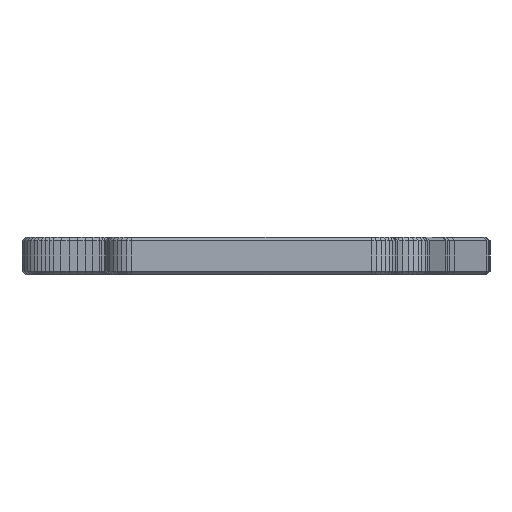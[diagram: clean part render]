
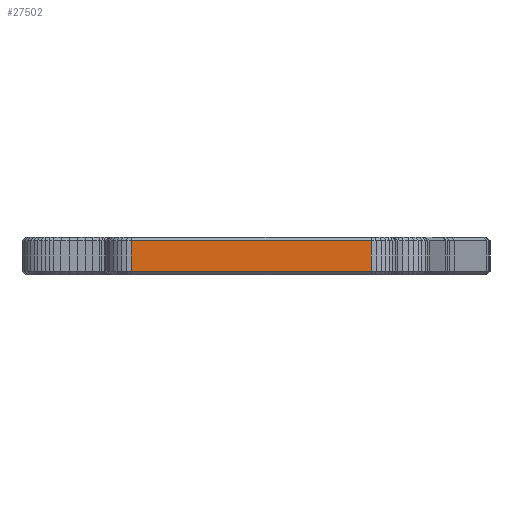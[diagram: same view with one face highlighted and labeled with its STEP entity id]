
A CAD part, left-side view. The second image highlights one B-rep face of the part: STEP entity #27502.
In plain terms, the highlighted planar face has unit normal (-1, 0, 0).
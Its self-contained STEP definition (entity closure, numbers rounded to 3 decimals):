
#1226 = CARTESIAN_POINT ( 'NONE',  ( -105.877, 0.351, -8.6 ) ) ;
#1544 = FACE_OUTER_BOUND ( 'NONE', #5878, .T. ) ;
#1643 = LINE ( 'NONE', #14911, #30834 ) ;
#3422 = CARTESIAN_POINT ( 'NONE',  ( -105.877, -51.77, -7.85 ) ) ;
#3906 = DIRECTION ( 'NONE',  ( 0., 0., 1. ) ) ;
#5811 = VERTEX_POINT ( 'NONE', #40769 ) ;
#5878 = EDGE_LOOP ( 'NONE', ( #8277, #22659, #34930, #32610 ) ) ;
#7739 = DIRECTION ( 'NONE',  ( 0., 0., 1. ) ) ;
#8277 = ORIENTED_EDGE ( 'NONE', *, *, #9693, .F. ) ;
#8579 = VERTEX_POINT ( 'NONE', #10997 ) ;
#9693 = EDGE_CURVE ( 'NONE', #31904, #8579, #21432, .T. ) ;
#10997 = CARTESIAN_POINT ( 'NONE',  ( -105.877, 0.351, -1.15 ) ) ;
#14911 = CARTESIAN_POINT ( 'NONE',  ( -105.877, -37.809, -7.85 ) ) ;
#17162 = CARTESIAN_POINT ( 'NONE',  ( -105.877, -51.77, -8.6 ) ) ;
#21432 = LINE ( 'NONE', #1226, #37426 ) ;
#22659 = ORIENTED_EDGE ( 'NONE', *, *, #24471, .T. ) ;
#24471 = EDGE_CURVE ( 'NONE', #31904, #27670, #1643, .T. ) ;
#24786 = DIRECTION ( 'NONE',  ( 0., 0., 1. ) ) ;
#25736 = CARTESIAN_POINT ( 'NONE',  ( -105.877, 0.351, -7.85 ) ) ;
#27502 = ADVANCED_FACE ( 'NONE', ( #1544 ), #28048, .T. ) ;
#27670 = VERTEX_POINT ( 'NONE', #3422 ) ;
#28048 = PLANE ( 'NONE',  #29728 ) ;
#29055 = EDGE_CURVE ( 'NONE', #5811, #8579, #37504, .T. ) ;
#29728 = AXIS2_PLACEMENT_3D ( 'NONE', #37412, #37634, #24786 ) ;
#30834 = VECTOR ( 'NONE', #37513, 1000. ) ;
#31255 = VECTOR ( 'NONE', #39913, 1000. ) ;
#31904 = VERTEX_POINT ( 'NONE', #25736 ) ;
#32610 = ORIENTED_EDGE ( 'NONE', *, *, #29055, .T. ) ;
#33462 = LINE ( 'NONE', #17162, #41051 ) ;
#34930 = ORIENTED_EDGE ( 'NONE', *, *, #40053, .T. ) ;
#37289 = CARTESIAN_POINT ( 'NONE',  ( -105.877, 0.351, -1.15 ) ) ;
#37412 = CARTESIAN_POINT ( 'NONE',  ( -105.877, -37.809, -8.6 ) ) ;
#37426 = VECTOR ( 'NONE', #7739, 1000. ) ;
#37504 = LINE ( 'NONE', #37289, #31255 ) ;
#37513 = DIRECTION ( 'NONE',  ( 0., -1., 0. ) ) ;
#37634 = DIRECTION ( 'NONE',  ( -1., 0., 0. ) ) ;
#39913 = DIRECTION ( 'NONE',  ( 0., 1., 0. ) ) ;
#40053 = EDGE_CURVE ( 'NONE', #27670, #5811, #33462, .T. ) ;
#40769 = CARTESIAN_POINT ( 'NONE',  ( -105.877, -51.77, -1.15 ) ) ;
#41051 = VECTOR ( 'NONE', #3906, 1000. ) ;
